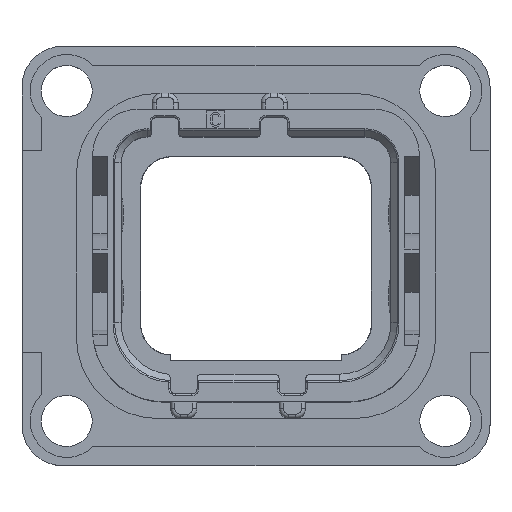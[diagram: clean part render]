
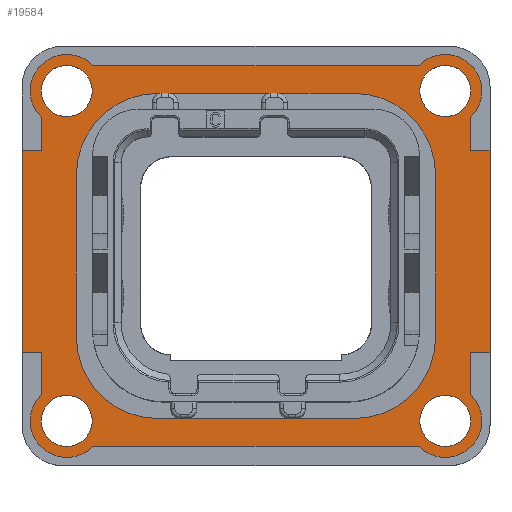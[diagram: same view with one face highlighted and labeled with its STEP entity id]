
A CAD part, top view. The second image highlights one B-rep face of the part: STEP entity #19584.
In plain terms, the highlighted planar face has unit normal (0, 0, 1).
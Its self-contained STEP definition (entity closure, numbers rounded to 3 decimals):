
#259=DIRECTION('',(0.,-1.,0.));
#260=VECTOR('',#259,12.45);
#261=CARTESIAN_POINT('',(-14.4,6.5,1.5));
#262=LINE('',#261,#260);
#317=CARTESIAN_POINT('',(-11.65,10.15,1.5));
#318=DIRECTION('',(0.,0.,1.));
#319=DIRECTION('',(0.716,0.698,0.));
#320=AXIS2_PLACEMENT_3D('',#317,#318,#319);
#327=DIRECTION('',(0.,1.,0.));
#328=VECTOR('',#327,2.588);
#329=CARTESIAN_POINT('',(13.22,-8.538,1.5));
#330=LINE('',#329,#328);
#331=DIRECTION('',(1.,0.,0.));
#332=VECTOR('',#331,20.077);
#333=CARTESIAN_POINT('',(-10.038,-11.72,1.5));
#334=LINE('',#333,#332);
#335=DIRECTION('',(0.,-1.,0.));
#336=VECTOR('',#335,2.588);
#337=CARTESIAN_POINT('',(-13.22,-5.95,1.5));
#338=LINE('',#337,#336);
#339=DIRECTION('',(1.,0.,0.));
#340=VECTOR('',#339,1.18);
#341=CARTESIAN_POINT('',(-14.4,-5.95,1.5));
#342=LINE('',#341,#340);
#343=DIRECTION('',(-1.,0.,0.));
#344=VECTOR('',#343,1.18);
#345=CARTESIAN_POINT('',(-13.22,6.5,1.5));
#346=LINE('',#345,#344);
#347=DIRECTION('',(0.,-1.,0.));
#348=VECTOR('',#347,2.038);
#349=CARTESIAN_POINT('',(-13.22,8.538,1.5));
#350=LINE('',#349,#348);
#351=DIRECTION('',(-1.,0.,0.));
#352=VECTOR('',#351,20.077);
#353=CARTESIAN_POINT('',(10.038,11.72,1.5));
#354=LINE('',#353,#352);
#355=DIRECTION('',(0.,1.,0.));
#356=VECTOR('',#355,2.038);
#357=CARTESIAN_POINT('',(13.22,6.5,1.5));
#358=LINE('',#357,#356);
#359=DIRECTION('',(-1.,0.,0.));
#360=VECTOR('',#359,1.18);
#361=CARTESIAN_POINT('',(14.4,6.5,1.5));
#362=LINE('',#361,#360);
#363=DIRECTION('',(1.,0.,0.));
#364=VECTOR('',#363,1.18);
#365=CARTESIAN_POINT('',(13.22,-5.95,1.5));
#366=LINE('',#365,#364);
#367=CARTESIAN_POINT('',(11.65,-10.15,1.5));
#368=DIRECTION('',(0.,0.,1.));
#369=DIRECTION('',(-1.,0.,0.));
#370=AXIS2_PLACEMENT_3D('',#367,#368,#369);
#372=CARTESIAN_POINT('',(-11.65,-10.15,1.5));
#373=DIRECTION('',(0.,0.,1.));
#374=DIRECTION('',(-1.,0.,0.));
#375=AXIS2_PLACEMENT_3D('',#372,#373,#374);
#377=CARTESIAN_POINT('',(-11.65,10.15,1.5));
#378=DIRECTION('',(0.,0.,1.));
#379=DIRECTION('',(1.,0.,0.));
#380=AXIS2_PLACEMENT_3D('',#377,#378,#379);
#382=CARTESIAN_POINT('',(11.65,10.15,1.5));
#383=DIRECTION('',(0.,0.,1.));
#384=DIRECTION('',(1.,0.,0.));
#385=AXIS2_PLACEMENT_3D('',#382,#383,#384);
#387=CARTESIAN_POINT('',(6.05,5.,1.5));
#388=DIRECTION('',(0.,0.,-1.));
#389=DIRECTION('',(0.,1.,0.));
#390=AXIS2_PLACEMENT_3D('',#387,#388,#389);
#392=DIRECTION('',(1.,0.,0.));
#393=VECTOR('',#392,12.1);
#394=CARTESIAN_POINT('',(-6.05,10.,1.5));
#395=LINE('',#394,#393);
#396=CARTESIAN_POINT('',(-6.05,5.,1.5));
#397=DIRECTION('',(0.,0.,-1.));
#398=DIRECTION('',(-1.,0.,0.));
#399=AXIS2_PLACEMENT_3D('',#396,#397,#398);
#401=DIRECTION('',(0.,1.,0.));
#402=VECTOR('',#401,10.);
#403=CARTESIAN_POINT('',(-11.05,-5.,1.5));
#404=LINE('',#403,#402);
#405=CARTESIAN_POINT('',(-6.05,-5.,1.5));
#406=DIRECTION('',(0.,0.,-1.));
#407=DIRECTION('',(0.,-1.,0.));
#408=AXIS2_PLACEMENT_3D('',#405,#406,#407);
#410=DIRECTION('',(-1.,0.,0.));
#411=VECTOR('',#410,12.1);
#412=CARTESIAN_POINT('',(6.05,-10.,1.5));
#413=LINE('',#412,#411);
#414=CARTESIAN_POINT('',(6.05,-5.,1.5));
#415=DIRECTION('',(0.,0.,-1.));
#416=DIRECTION('',(1.,0.,0.));
#417=AXIS2_PLACEMENT_3D('',#414,#415,#416);
#419=DIRECTION('',(0.,-1.,0.));
#420=VECTOR('',#419,10.);
#421=CARTESIAN_POINT('',(11.05,5.,1.5));
#422=LINE('',#421,#420);
#432=CARTESIAN_POINT('',(11.65,-10.15,1.5));
#433=DIRECTION('',(0.,0.,1.));
#434=DIRECTION('',(-0.716,-0.698,0.));
#435=AXIS2_PLACEMENT_3D('',#432,#433,#434);
#487=DIRECTION('',(0.,1.,0.));
#488=VECTOR('',#487,12.45);
#489=CARTESIAN_POINT('',(14.4,-5.95,1.5));
#490=LINE('',#489,#488);
#516=CARTESIAN_POINT('',(11.65,10.15,1.5));
#517=DIRECTION('',(0.,0.,1.));
#518=DIRECTION('',(0.698,-0.716,0.));
#519=AXIS2_PLACEMENT_3D('',#516,#517,#518);
#545=CARTESIAN_POINT('',(-11.65,-10.15,1.5));
#546=DIRECTION('',(0.,0.,1.));
#547=DIRECTION('',(-0.698,0.716,0.));
#548=AXIS2_PLACEMENT_3D('',#545,#546,#547);
#579=CARTESIAN_POINT('',(11.65,-10.15,1.5));
#580=DIRECTION('',(0.,0.,1.));
#581=DIRECTION('',(1.,0.,0.));
#582=AXIS2_PLACEMENT_3D('',#579,#580,#581);
#584=CARTESIAN_POINT('',(-11.65,-10.15,1.5));
#585=DIRECTION('',(0.,0.,1.));
#586=DIRECTION('',(1.,0.,0.));
#587=AXIS2_PLACEMENT_3D('',#584,#585,#586);
#605=CARTESIAN_POINT('',(-11.65,10.15,1.5));
#606=DIRECTION('',(0.,0.,1.));
#607=DIRECTION('',(-1.,0.,0.));
#608=AXIS2_PLACEMENT_3D('',#605,#606,#607);
#610=CARTESIAN_POINT('',(11.65,10.15,1.5));
#611=DIRECTION('',(0.,0.,1.));
#612=DIRECTION('',(-1.,0.,0.));
#613=AXIS2_PLACEMENT_3D('',#610,#611,#612);
#16980=CARTESIAN_POINT('',(-6.05,10.,1.5));
#16981=CARTESIAN_POINT('',(6.05,10.,1.5));
#16982=VERTEX_POINT('',#16980);
#16983=VERTEX_POINT('',#16981);
#16984=CARTESIAN_POINT('',(11.05,-5.,1.5));
#16985=CARTESIAN_POINT('',(6.05,-10.,1.5));
#16986=VERTEX_POINT('',#16984);
#16987=VERTEX_POINT('',#16985);
#16988=CARTESIAN_POINT('',(11.05,5.,1.5));
#16989=VERTEX_POINT('',#16988);
#16990=CARTESIAN_POINT('',(-11.05,5.,1.5));
#16991=VERTEX_POINT('',#16990);
#16992=CARTESIAN_POINT('',(-11.05,-5.,1.5));
#16993=VERTEX_POINT('',#16992);
#16994=CARTESIAN_POINT('',(-6.05,-10.,1.5));
#16995=VERTEX_POINT('',#16994);
#17022=CARTESIAN_POINT('',(14.4,-5.95,1.5));
#17023=CARTESIAN_POINT('',(14.4,6.5,1.5));
#17024=VERTEX_POINT('',#17022);
#17025=VERTEX_POINT('',#17023);
#17026=CARTESIAN_POINT('',(-14.4,6.5,1.5));
#17027=CARTESIAN_POINT('',(-14.4,-5.95,1.5));
#17028=VERTEX_POINT('',#17026);
#17029=VERTEX_POINT('',#17027);
#17032=CARTESIAN_POINT('',(10.08,10.15,1.5));
#17033=VERTEX_POINT('',#17032);
#17034=CARTESIAN_POINT('',(-10.08,10.15,1.5));
#17035=VERTEX_POINT('',#17034);
#17036=CARTESIAN_POINT('',(-10.08,-10.15,1.5));
#17037=VERTEX_POINT('',#17036);
#17038=CARTESIAN_POINT('',(10.08,-10.15,1.5));
#17039=VERTEX_POINT('',#17038);
#17040=CARTESIAN_POINT('',(-13.22,6.5,1.5));
#17041=VERTEX_POINT('',#17040);
#17042=CARTESIAN_POINT('',(13.22,6.5,1.5));
#17043=VERTEX_POINT('',#17042);
#17044=CARTESIAN_POINT('',(13.22,-5.95,1.5));
#17045=VERTEX_POINT('',#17044);
#18608=CARTESIAN_POINT('',(-13.22,-5.95,1.5));
#18609=VERTEX_POINT('',#18608);
#18706=CARTESIAN_POINT('',(13.22,8.538,1.5));
#18708=VERTEX_POINT('',#18706);
#18710=CARTESIAN_POINT('',(10.038,-11.72,1.5));
#18712=VERTEX_POINT('',#18710);
#18714=CARTESIAN_POINT('',(-10.038,-11.72,1.5));
#18716=VERTEX_POINT('',#18714);
#18718=CARTESIAN_POINT('',(-13.22,-8.538,1.5));
#18720=VERTEX_POINT('',#18718);
#18722=CARTESIAN_POINT('',(-10.038,11.72,1.5));
#18724=VERTEX_POINT('',#18722);
#18726=CARTESIAN_POINT('',(10.038,11.72,1.5));
#18728=VERTEX_POINT('',#18726);
#18730=CARTESIAN_POINT('',(-13.22,8.538,1.5));
#18732=VERTEX_POINT('',#18730);
#18734=CARTESIAN_POINT('',(13.22,-8.538,1.5));
#18736=VERTEX_POINT('',#18734);
#18738=CARTESIAN_POINT('',(13.22,10.15,1.5));
#18739=VERTEX_POINT('',#18738);
#18740=CARTESIAN_POINT('',(-13.22,10.15,1.5));
#18741=VERTEX_POINT('',#18740);
#18742=CARTESIAN_POINT('',(-13.22,-10.15,1.5));
#18743=VERTEX_POINT('',#18742);
#18744=CARTESIAN_POINT('',(13.22,-10.15,1.5));
#18745=VERTEX_POINT('',#18744);
#19505=CARTESIAN_POINT('',(0.,0.,1.5));
#19506=DIRECTION('',(0.,0.,1.));
#19507=DIRECTION('',(1.,0.,0.));
#19508=AXIS2_PLACEMENT_3D('',#19505,#19506,#19507);
#19509=PLANE('',#19508);
#19511=ORIENTED_EDGE('',*,*,#19510,.F.);
#19513=ORIENTED_EDGE('',*,*,#19512,.F.);
#19515=ORIENTED_EDGE('',*,*,#19514,.F.);
#19517=ORIENTED_EDGE('',*,*,#19516,.F.);
#19519=ORIENTED_EDGE('',*,*,#19518,.F.);
#19521=ORIENTED_EDGE('',*,*,#19520,.F.);
#19522=ORIENTED_EDGE('',*,*,#19446,.F.);
#19524=ORIENTED_EDGE('',*,*,#19523,.F.);
#19526=ORIENTED_EDGE('',*,*,#19525,.F.);
#19527=ORIENTED_EDGE('',*,*,#19495,.F.);
#19529=ORIENTED_EDGE('',*,*,#19528,.F.);
#19531=ORIENTED_EDGE('',*,*,#19530,.F.);
#19533=ORIENTED_EDGE('',*,*,#19532,.F.);
#19535=ORIENTED_EDGE('',*,*,#19534,.F.);
#19537=ORIENTED_EDGE('',*,*,#19536,.F.);
#19539=ORIENTED_EDGE('',*,*,#19538,.F.);
#19540=EDGE_LOOP('',(#19511,#19513,#19515,#19517,#19519,#19521,#19522,#19524,
#19526,#19527,#19529,#19531,#19533,#19535,#19537,#19539));
#19541=FACE_OUTER_BOUND('',#19540,.F.);
#19543=ORIENTED_EDGE('',*,*,#19542,.T.);
#19545=ORIENTED_EDGE('',*,*,#19544,.T.);
#19546=EDGE_LOOP('',(#19543,#19545));
#19547=FACE_BOUND('',#19546,.F.);
#19549=ORIENTED_EDGE('',*,*,#19548,.T.);
#19551=ORIENTED_EDGE('',*,*,#19550,.T.);
#19552=EDGE_LOOP('',(#19549,#19551));
#19553=FACE_BOUND('',#19552,.F.);
#19555=ORIENTED_EDGE('',*,*,#19554,.T.);
#19557=ORIENTED_EDGE('',*,*,#19556,.T.);
#19558=EDGE_LOOP('',(#19555,#19557));
#19559=FACE_BOUND('',#19558,.F.);
#19561=ORIENTED_EDGE('',*,*,#19560,.T.);
#19563=ORIENTED_EDGE('',*,*,#19562,.T.);
#19564=EDGE_LOOP('',(#19561,#19563));
#19565=FACE_BOUND('',#19564,.F.);
#19567=ORIENTED_EDGE('',*,*,#19566,.F.);
#19569=ORIENTED_EDGE('',*,*,#19568,.F.);
#19571=ORIENTED_EDGE('',*,*,#19570,.F.);
#19573=ORIENTED_EDGE('',*,*,#19572,.F.);
#19575=ORIENTED_EDGE('',*,*,#19574,.F.);
#19577=ORIENTED_EDGE('',*,*,#19576,.F.);
#19579=ORIENTED_EDGE('',*,*,#19578,.F.);
#19581=ORIENTED_EDGE('',*,*,#19580,.F.);
#19582=EDGE_LOOP('',(#19567,#19569,#19571,#19573,#19575,#19577,#19579,#19581));
#19583=FACE_BOUND('',#19582,.F.);
#19584=ADVANCED_FACE('',(#19541,#19547,#19553,#19559,#19565,#19583),#19509,.T.);
#321=CIRCLE('',#320,2.25);
#371=CIRCLE('',#370,1.57);
#376=CIRCLE('',#375,1.57);
#381=CIRCLE('',#380,1.57);
#386=CIRCLE('',#385,1.57);
#391=CIRCLE('',#390,5.);
#400=CIRCLE('',#399,5.);
#409=CIRCLE('',#408,5.);
#418=CIRCLE('',#417,5.);
#436=CIRCLE('',#435,2.25);
#520=CIRCLE('',#519,2.25);
#549=CIRCLE('',#548,2.25);
#583=CIRCLE('',#582,1.57);
#588=CIRCLE('',#587,1.57);
#609=CIRCLE('',#608,1.57);
#614=CIRCLE('',#613,1.57);
#19446=EDGE_CURVE('',#17028,#17029,#262,.T.);
#19495=EDGE_CURVE('',#18724,#18732,#321,.T.);
#19510=EDGE_CURVE('',#18736,#17045,#330,.T.);
#19512=EDGE_CURVE('',#18712,#18736,#436,.T.);
#19514=EDGE_CURVE('',#18716,#18712,#334,.T.);
#19516=EDGE_CURVE('',#18720,#18716,#549,.T.);
#19518=EDGE_CURVE('',#18609,#18720,#338,.T.);
#19520=EDGE_CURVE('',#17029,#18609,#342,.T.);
#19523=EDGE_CURVE('',#17041,#17028,#346,.T.);
#19525=EDGE_CURVE('',#18732,#17041,#350,.T.);
#19528=EDGE_CURVE('',#18728,#18724,#354,.T.);
#19530=EDGE_CURVE('',#18708,#18728,#520,.T.);
#19532=EDGE_CURVE('',#17043,#18708,#358,.T.);
#19534=EDGE_CURVE('',#17025,#17043,#362,.T.);
#19536=EDGE_CURVE('',#17024,#17025,#490,.T.);
#19538=EDGE_CURVE('',#17045,#17024,#366,.T.);
#19542=EDGE_CURVE('',#17039,#18745,#371,.T.);
#19544=EDGE_CURVE('',#18745,#17039,#583,.T.);
#19548=EDGE_CURVE('',#17037,#18743,#588,.T.);
#19550=EDGE_CURVE('',#18743,#17037,#376,.T.);
#19554=EDGE_CURVE('',#17035,#18741,#381,.T.);
#19556=EDGE_CURVE('',#18741,#17035,#609,.T.);
#19560=EDGE_CURVE('',#17033,#18739,#614,.T.);
#19562=EDGE_CURVE('',#18739,#17033,#386,.T.);
#19566=EDGE_CURVE('',#16983,#16989,#391,.T.);
#19568=EDGE_CURVE('',#16982,#16983,#395,.T.);
#19570=EDGE_CURVE('',#16991,#16982,#400,.T.);
#19572=EDGE_CURVE('',#16993,#16991,#404,.T.);
#19574=EDGE_CURVE('',#16995,#16993,#409,.T.);
#19576=EDGE_CURVE('',#16987,#16995,#413,.T.);
#19578=EDGE_CURVE('',#16986,#16987,#418,.T.);
#19580=EDGE_CURVE('',#16989,#16986,#422,.T.);
